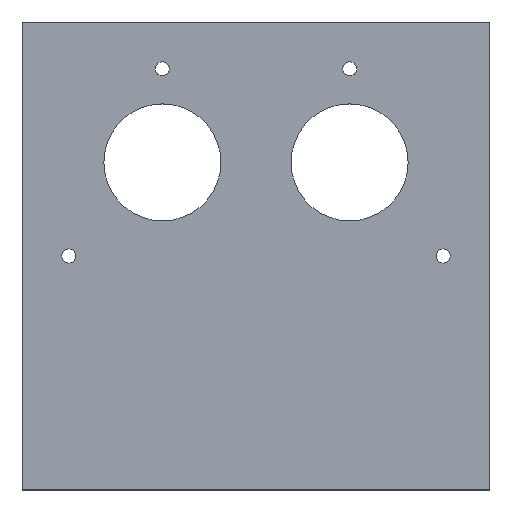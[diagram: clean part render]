
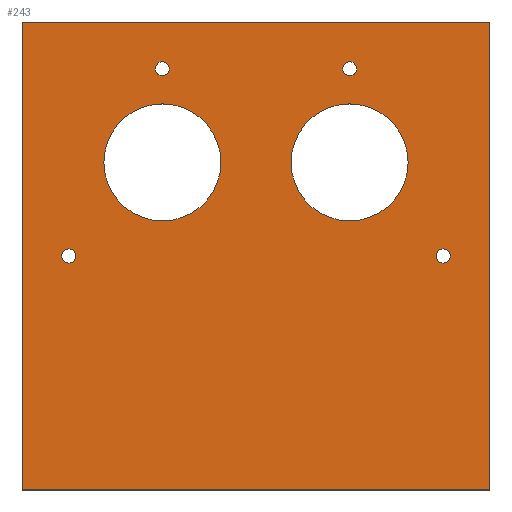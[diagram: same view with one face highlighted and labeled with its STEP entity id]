
A CAD part, top view. The second image highlights one B-rep face of the part: STEP entity #243.
In plain terms, the highlighted planar face has unit normal (0, 0, 1).
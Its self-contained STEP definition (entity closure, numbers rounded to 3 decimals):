
#4 = FACE_BOUND ( 'NONE', #271, .T. ) ;
#7 = DIRECTION ( 'NONE',  ( 1., 0., 0. ) ) ;
#8 = EDGE_CURVE ( 'NONE', #403, #213, #528, .T. ) ;
#22 = PLANE ( 'NONE',  #728 ) ;
#23 = EDGE_CURVE ( 'NONE', #157, #500, #683, .T. ) ;
#27 = DIRECTION ( 'NONE',  ( 1., 0., 0. ) ) ;
#31 = CARTESIAN_POINT ( 'NONE',  ( -20., 40., 2. ) ) ;
#32 = FACE_OUTER_BOUND ( 'NONE', #439, .T. ) ;
#40 = CIRCLE ( 'NONE', #376, 1.5 ) ;
#42 = FACE_BOUND ( 'NONE', #368, .T. ) ;
#45 = CARTESIAN_POINT ( 'NONE',  ( 7.5, 20., 2. ) ) ;
#52 = EDGE_CURVE ( 'NONE', #681, #610, #40, .T. ) ;
#55 = CARTESIAN_POINT ( 'NONE',  ( -7.5, 20., 2. ) ) ;
#70 = CARTESIAN_POINT ( 'NONE',  ( 21.5, 40., 2. ) ) ;
#80 = DIRECTION ( 'NONE',  ( -1., 0., 0. ) ) ;
#82 = DIRECTION ( 'NONE',  ( 0., 0., 1. ) ) ;
#84 = LINE ( 'NONE', #563, #472 ) ;
#88 = LINE ( 'NONE', #487, #232 ) ;
#105 = EDGE_CURVE ( 'NONE', #324, #674, #128, .T. ) ;
#109 = AXIS2_PLACEMENT_3D ( 'NONE', #349, #510, #7 ) ;
#110 = VERTEX_POINT ( 'NONE', #55 ) ;
#117 = DIRECTION ( 'NONE',  ( 0., 0., 1. ) ) ;
#127 = CARTESIAN_POINT ( 'NONE',  ( -32.5, 20., 2. ) ) ;
#128 = CIRCLE ( 'NONE', #342, 1.5 ) ;
#142 = VERTEX_POINT ( 'NONE', #127 ) ;
#145 = CARTESIAN_POINT ( 'NONE',  ( -50., -50., 2. ) ) ;
#149 = EDGE_CURVE ( 'NONE', #142, #110, #471, .T. ) ;
#156 = ORIENTED_EDGE ( 'NONE', *, *, #345, .F. ) ;
#157 = VERTEX_POINT ( 'NONE', #70 ) ;
#160 = CARTESIAN_POINT ( 'NONE',  ( 50., -50., 2. ) ) ;
#169 = AXIS2_PLACEMENT_3D ( 'NONE', #660, #117, #224 ) ;
#182 = EDGE_CURVE ( 'NONE', #553, #595, #84, .T. ) ;
#187 = ORIENTED_EDGE ( 'NONE', *, *, #182, .T. ) ;
#193 = DIRECTION ( 'NONE',  ( 1., 0., 0. ) ) ;
#196 = CARTESIAN_POINT ( 'NONE',  ( 50., 50., 2. ) ) ;
#206 = AXIS2_PLACEMENT_3D ( 'NONE', #463, #413, #193 ) ;
#213 = VERTEX_POINT ( 'NONE', #298 ) ;
#218 = AXIS2_PLACEMENT_3D ( 'NONE', #407, #246, #565 ) ;
#224 = DIRECTION ( 'NONE',  ( 1., 0., 0. ) ) ;
#227 = CIRCLE ( 'NONE', #218, 1.5 ) ;
#232 = VECTOR ( 'NONE', #274, 1000. ) ;
#235 = VERTEX_POINT ( 'NONE', #313 ) ;
#239 = FACE_BOUND ( 'NONE', #350, .T. ) ;
#243 = ADVANCED_FACE ( 'NONE', ( #42, #434, #32, #239, #4, #325, #701 ), #22, .F. ) ;
#246 = DIRECTION ( 'NONE',  ( 0., 0., 1. ) ) ;
#259 = DIRECTION ( 'NONE',  ( 1., 0., 0. ) ) ;
#260 = EDGE_CURVE ( 'NONE', #110, #142, #416, .T. ) ;
#261 = CARTESIAN_POINT ( 'NONE',  ( 38.5, 0., 2. ) ) ;
#262 = CARTESIAN_POINT ( 'NONE',  ( 20., 20., 2. ) ) ;
#267 = VECTOR ( 'NONE', #600, 1000. ) ;
#269 = EDGE_CURVE ( 'NONE', #495, #235, #562, .T. ) ;
#271 = EDGE_LOOP ( 'NONE', ( #312, #680 ) ) ;
#274 = DIRECTION ( 'NONE',  ( 0., -1., 0. ) ) ;
#276 = CARTESIAN_POINT ( 'NONE',  ( -18.5, 40., 2. ) ) ;
#279 = ORIENTED_EDGE ( 'NONE', *, *, #474, .F. ) ;
#282 = EDGE_CURVE ( 'NONE', #500, #157, #227, .T. ) ;
#284 = AXIS2_PLACEMENT_3D ( 'NONE', #718, #725, #536 ) ;
#298 = CARTESIAN_POINT ( 'NONE',  ( 50., -50., 2. ) ) ;
#304 = ORIENTED_EDGE ( 'NONE', *, *, #105, .F. ) ;
#311 = CARTESIAN_POINT ( 'NONE',  ( 40., 0., 2. ) ) ;
#312 = ORIENTED_EDGE ( 'NONE', *, *, #23, .F. ) ;
#313 = CARTESIAN_POINT ( 'NONE',  ( -21.5, 40., 2. ) ) ;
#315 = CARTESIAN_POINT ( 'NONE',  ( -38.5, 0., 2. ) ) ;
#324 = VERTEX_POINT ( 'NONE', #366 ) ;
#325 = FACE_BOUND ( 'NONE', #395, .T. ) ;
#342 = AXIS2_PLACEMENT_3D ( 'NONE', #601, #433, #720 ) ;
#345 = EDGE_CURVE ( 'NONE', #674, #324, #731, .T. ) ;
#349 = CARTESIAN_POINT ( 'NONE',  ( -20., 20., 2. ) ) ;
#350 = EDGE_LOOP ( 'NONE', ( #406, #624 ) ) ;
#353 = DIRECTION ( 'NONE',  ( -1., 0., 0. ) ) ;
#355 = AXIS2_PLACEMENT_3D ( 'NONE', #717, #484, #530 ) ;
#356 = CARTESIAN_POINT ( 'NONE',  ( -20., 40., 2. ) ) ;
#363 = DIRECTION ( 'NONE',  ( 0., 0., -1. ) ) ;
#365 = DIRECTION ( 'NONE',  ( 0., 0., 1. ) ) ;
#366 = CARTESIAN_POINT ( 'NONE',  ( -41.5, 0., 2. ) ) ;
#368 = EDGE_LOOP ( 'NONE', ( #688, #279 ) ) ;
#376 = AXIS2_PLACEMENT_3D ( 'NONE', #448, #496, #377 ) ;
#377 = DIRECTION ( 'NONE',  ( -1., 0., 0. ) ) ;
#382 = CARTESIAN_POINT ( 'NONE',  ( 18.5, 40., 2. ) ) ;
#388 = EDGE_CURVE ( 'NONE', #509, #684, #632, .T. ) ;
#392 = ORIENTED_EDGE ( 'NONE', *, *, #8, .T. ) ;
#395 = EDGE_LOOP ( 'NONE', ( #156, #304 ) ) ;
#403 = VERTEX_POINT ( 'NONE', #476 ) ;
#404 = ORIENTED_EDGE ( 'NONE', *, *, #724, .T. ) ;
#406 = ORIENTED_EDGE ( 'NONE', *, *, #269, .F. ) ;
#407 = CARTESIAN_POINT ( 'NONE',  ( 20., 40., 2. ) ) ;
#409 = CARTESIAN_POINT ( 'NONE',  ( 50., 50., 2. ) ) ;
#413 = DIRECTION ( 'NONE',  ( 0., 0., 1. ) ) ;
#416 = CIRCLE ( 'NONE', #206, 12.5 ) ;
#433 = DIRECTION ( 'NONE',  ( 0., 0., 1. ) ) ;
#434 = FACE_BOUND ( 'NONE', #571, .T. ) ;
#439 = EDGE_LOOP ( 'NONE', ( #535, #187, #404, #392 ) ) ;
#444 = ORIENTED_EDGE ( 'NONE', *, *, #577, .T. ) ;
#448 = CARTESIAN_POINT ( 'NONE',  ( 40., 0., 2. ) ) ;
#461 = ORIENTED_EDGE ( 'NONE', *, *, #149, .F. ) ;
#463 = CARTESIAN_POINT ( 'NONE',  ( -20., 20., 2. ) ) ;
#471 = CIRCLE ( 'NONE', #109, 12.5 ) ;
#472 = VECTOR ( 'NONE', #557, 1000. ) ;
#474 = EDGE_CURVE ( 'NONE', #684, #509, #645, .T. ) ;
#476 = CARTESIAN_POINT ( 'NONE',  ( -50., -50., 2. ) ) ;
#477 = AXIS2_PLACEMENT_3D ( 'NONE', #262, #525, #259 ) ;
#478 = CARTESIAN_POINT ( 'NONE',  ( 41.5, 0., 2. ) ) ;
#484 = DIRECTION ( 'NONE',  ( 0., 0., 1. ) ) ;
#487 = CARTESIAN_POINT ( 'NONE',  ( -50., -50., 2. ) ) ;
#495 = VERTEX_POINT ( 'NONE', #276 ) ;
#496 = DIRECTION ( 'NONE',  ( 0., 0., -1. ) ) ;
#500 = VERTEX_POINT ( 'NONE', #382 ) ;
#509 = VERTEX_POINT ( 'NONE', #662 ) ;
#510 = DIRECTION ( 'NONE',  ( 0., 0., 1. ) ) ;
#519 = DIRECTION ( 'NONE',  ( 0., 0., -1. ) ) ;
#524 = CARTESIAN_POINT ( 'NONE',  ( -50., 50., 2. ) ) ;
#525 = DIRECTION ( 'NONE',  ( 0., 0., 1. ) ) ;
#528 = LINE ( 'NONE', #145, #566 ) ;
#530 = DIRECTION ( 'NONE',  ( 1., 0., 0. ) ) ;
#535 = ORIENTED_EDGE ( 'NONE', *, *, #733, .T. ) ;
#536 = DIRECTION ( 'NONE',  ( 1., 0., 0. ) ) ;
#548 = EDGE_CURVE ( 'NONE', #235, #495, #560, .T. ) ;
#553 = VERTEX_POINT ( 'NONE', #409 ) ;
#557 = DIRECTION ( 'NONE',  ( -1., 0., 0. ) ) ;
#560 = CIRCLE ( 'NONE', #669, 1.5 ) ;
#562 = CIRCLE ( 'NONE', #580, 1.5 ) ;
#563 = CARTESIAN_POINT ( 'NONE',  ( -50., 50., 2. ) ) ;
#565 = DIRECTION ( 'NONE',  ( 1., 0., 0. ) ) ;
#566 = VECTOR ( 'NONE', #27, 1000. ) ;
#567 = ORIENTED_EDGE ( 'NONE', *, *, #260, .F. ) ;
#571 = EDGE_LOOP ( 'NONE', ( #567, #461 ) ) ;
#577 = EDGE_CURVE ( 'NONE', #610, #681, #726, .T. ) ;
#580 = AXIS2_PLACEMENT_3D ( 'NONE', #356, #82, #695 ) ;
#595 = VERTEX_POINT ( 'NONE', #524 ) ;
#600 = DIRECTION ( 'NONE',  ( 0., 1., 0. ) ) ;
#601 = CARTESIAN_POINT ( 'NONE',  ( -40., 0., 2. ) ) ;
#610 = VERTEX_POINT ( 'NONE', #478 ) ;
#624 = ORIENTED_EDGE ( 'NONE', *, *, #548, .F. ) ;
#632 = CIRCLE ( 'NONE', #477, 12.5 ) ;
#642 = LINE ( 'NONE', #160, #267 ) ;
#645 = CIRCLE ( 'NONE', #284, 12.5 ) ;
#651 = AXIS2_PLACEMENT_3D ( 'NONE', #311, #363, #80 ) ;
#660 = CARTESIAN_POINT ( 'NONE',  ( 20., 40., 2. ) ) ;
#662 = CARTESIAN_POINT ( 'NONE',  ( 32.5, 20., 2. ) ) ;
#669 = AXIS2_PLACEMENT_3D ( 'NONE', #31, #365, #691 ) ;
#674 = VERTEX_POINT ( 'NONE', #315 ) ;
#680 = ORIENTED_EDGE ( 'NONE', *, *, #282, .F. ) ;
#681 = VERTEX_POINT ( 'NONE', #261 ) ;
#683 = CIRCLE ( 'NONE', #169, 1.5 ) ;
#684 = VERTEX_POINT ( 'NONE', #45 ) ;
#686 = EDGE_LOOP ( 'NONE', ( #444, #711 ) ) ;
#688 = ORIENTED_EDGE ( 'NONE', *, *, #388, .F. ) ;
#691 = DIRECTION ( 'NONE',  ( 1., 0., 0. ) ) ;
#695 = DIRECTION ( 'NONE',  ( 1., 0., 0. ) ) ;
#701 = FACE_BOUND ( 'NONE', #686, .T. ) ;
#711 = ORIENTED_EDGE ( 'NONE', *, *, #52, .T. ) ;
#717 = CARTESIAN_POINT ( 'NONE',  ( -40., 0., 2. ) ) ;
#718 = CARTESIAN_POINT ( 'NONE',  ( 20., 20., 2. ) ) ;
#720 = DIRECTION ( 'NONE',  ( 1., 0., 0. ) ) ;
#724 = EDGE_CURVE ( 'NONE', #595, #403, #88, .T. ) ;
#725 = DIRECTION ( 'NONE',  ( 0., 0., 1. ) ) ;
#726 = CIRCLE ( 'NONE', #651, 1.5 ) ;
#728 = AXIS2_PLACEMENT_3D ( 'NONE', #196, #519, #353 ) ;
#731 = CIRCLE ( 'NONE', #355, 1.5 ) ;
#733 = EDGE_CURVE ( 'NONE', #213, #553, #642, .T. ) ;
